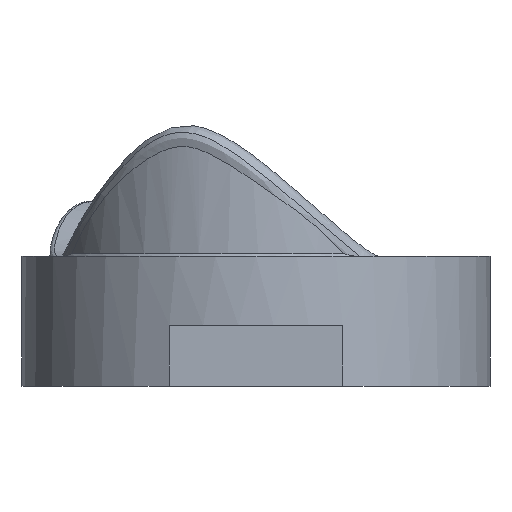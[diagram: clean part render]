
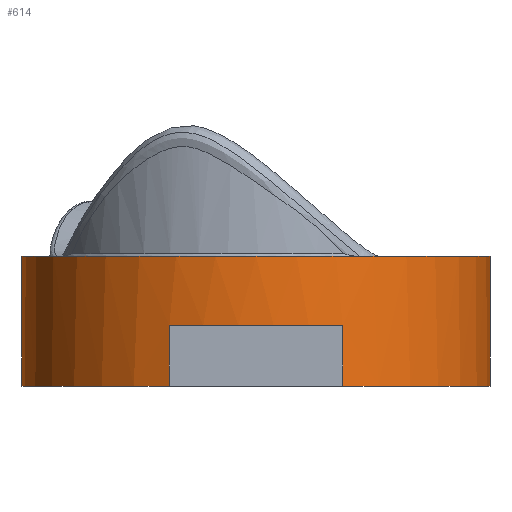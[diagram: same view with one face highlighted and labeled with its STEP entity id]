
A CAD part, front view. The second image highlights one B-rep face of the part: STEP entity #614.
In plain terms, the highlighted cylindrical face has radius 13.5 mm (diameter 27 mm), a partial arc.
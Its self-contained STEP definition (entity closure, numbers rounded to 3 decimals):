
#44 = VECTOR ( 'NONE', #1074, 1000. ) ;
#52 = ORIENTED_EDGE ( 'NONE', *, *, #2118, .T. ) ;
#61 = LINE ( 'NONE', #3525, #2509 ) ;
#192 = EDGE_CURVE ( 'NONE', #218, #1122, #1615, .T. ) ;
#201 = DIRECTION ( 'NONE',  ( 0., 0., 1. ) ) ;
#218 = VERTEX_POINT ( 'NONE', #307 ) ;
#250 = AXIS2_PLACEMENT_3D ( 'NONE', #3706, #3383, #2181 ) ;
#295 = DIRECTION ( 'NONE',  ( 1., 0., 0. ) ) ;
#307 = CARTESIAN_POINT ( 'NONE',  ( 5., -12.54, -4. ) ) ;
#461 = LINE ( 'NONE', #3862, #44 ) ;
#508 = ORIENTED_EDGE ( 'NONE', *, *, #3480, .T. ) ;
#516 = AXIS2_PLACEMENT_3D ( 'NONE', #3735, #597, #295 ) ;
#569 = DIRECTION ( 'NONE',  ( 0., 0., 1. ) ) ;
#597 = DIRECTION ( 'NONE',  ( 0., 0., 1. ) ) ;
#603 = CARTESIAN_POINT ( 'NONE',  ( -13.5, 0., -7.5 ) ) ;
#614 = ADVANCED_FACE ( 'NONE', ( #3451 ), #908, .T. ) ;
#638 = CARTESIAN_POINT ( 'NONE',  ( 13.5, 0., 0. ) ) ;
#662 = EDGE_CURVE ( 'NONE', #2635, #874, #461, .T. ) ;
#716 = DIRECTION ( 'NONE',  ( 0., 0., -1. ) ) ;
#808 = CIRCLE ( 'NONE', #2497, 13.5 ) ;
#874 = VERTEX_POINT ( 'NONE', #638 ) ;
#902 = AXIS2_PLACEMENT_3D ( 'NONE', #3363, #2465, #3424 ) ;
#908 = CYLINDRICAL_SURFACE ( 'NONE', #516, 13.5 ) ;
#1074 = DIRECTION ( 'NONE',  ( 0., 0., 1. ) ) ;
#1122 = VERTEX_POINT ( 'NONE', #2680 ) ;
#1228 = VERTEX_POINT ( 'NONE', #2388 ) ;
#1252 = EDGE_CURVE ( 'NONE', #2255, #874, #3050, .T. ) ;
#1343 = CIRCLE ( 'NONE', #1662, 13.5 ) ;
#1615 = CIRCLE ( 'NONE', #250, 13.5 ) ;
#1662 = AXIS2_PLACEMENT_3D ( 'NONE', #2999, #201, #2689 ) ;
#1698 = VERTEX_POINT ( 'NONE', #4001 ) ;
#1775 = CARTESIAN_POINT ( 'NONE',  ( 5., -12.54, -7.5 ) ) ;
#1854 = ORIENTED_EDGE ( 'NONE', *, *, #662, .T. ) ;
#1883 = VERTEX_POINT ( 'NONE', #1775 ) ;
#1993 = CARTESIAN_POINT ( 'NONE',  ( 13.5, 0., -7.5 ) ) ;
#2118 = EDGE_CURVE ( 'NONE', #1883, #2635, #808, .T. ) ;
#2119 = CARTESIAN_POINT ( 'NONE',  ( 5., -12.54, -7.5 ) ) ;
#2154 = LINE ( 'NONE', #603, #3713 ) ;
#2175 = DIRECTION ( 'NONE',  ( 0., 0., 1. ) ) ;
#2179 = ORIENTED_EDGE ( 'NONE', *, *, #3863, .F. ) ;
#2181 = DIRECTION ( 'NONE',  ( 1., 0., 0. ) ) ;
#2255 = VERTEX_POINT ( 'NONE', #2908 ) ;
#2388 = CARTESIAN_POINT ( 'NONE',  ( -13.5, 0., -7.5 ) ) ;
#2465 = DIRECTION ( 'NONE',  ( 0., 0., 1. ) ) ;
#2488 = EDGE_CURVE ( 'NONE', #1883, #218, #3994, .T. ) ;
#2497 = AXIS2_PLACEMENT_3D ( 'NONE', #3714, #2499, #3734 ) ;
#2499 = DIRECTION ( 'NONE',  ( 0., 0., 1. ) ) ;
#2509 = VECTOR ( 'NONE', #716, 1000. ) ;
#2630 = ORIENTED_EDGE ( 'NONE', *, *, #3206, .F. ) ;
#2635 = VERTEX_POINT ( 'NONE', #1993 ) ;
#2680 = CARTESIAN_POINT ( 'NONE',  ( -5., -12.54, -4. ) ) ;
#2689 = DIRECTION ( 'NONE',  ( 1., 0., 0. ) ) ;
#2908 = CARTESIAN_POINT ( 'NONE',  ( -13.5, 0., 0. ) ) ;
#2999 = CARTESIAN_POINT ( 'NONE',  ( 0., 0., -7.5 ) ) ;
#3050 = CIRCLE ( 'NONE', #902, 13.5 ) ;
#3206 = EDGE_CURVE ( 'NONE', #1122, #1698, #61, .T. ) ;
#3280 = EDGE_LOOP ( 'NONE', ( #2179, #508, #2630, #3722, #3600, #52, #1854, #4012 ) ) ;
#3363 = CARTESIAN_POINT ( 'NONE',  ( 0., 0., 0. ) ) ;
#3383 = DIRECTION ( 'NONE',  ( 0., 0., -1. ) ) ;
#3424 = DIRECTION ( 'NONE',  ( 1., 0., 0. ) ) ;
#3451 = FACE_OUTER_BOUND ( 'NONE', #3280, .T. ) ;
#3464 = VECTOR ( 'NONE', #569, 1000. ) ;
#3480 = EDGE_CURVE ( 'NONE', #1228, #1698, #1343, .T. ) ;
#3525 = CARTESIAN_POINT ( 'NONE',  ( -5., -12.54, -7.5 ) ) ;
#3600 = ORIENTED_EDGE ( 'NONE', *, *, #2488, .F. ) ;
#3706 = CARTESIAN_POINT ( 'NONE',  ( 0., 0., -4. ) ) ;
#3713 = VECTOR ( 'NONE', #2175, 1000. ) ;
#3714 = CARTESIAN_POINT ( 'NONE',  ( 0., 0., -7.5 ) ) ;
#3722 = ORIENTED_EDGE ( 'NONE', *, *, #192, .F. ) ;
#3734 = DIRECTION ( 'NONE',  ( 1., 0., 0. ) ) ;
#3735 = CARTESIAN_POINT ( 'NONE',  ( 0., 0., -7.5 ) ) ;
#3862 = CARTESIAN_POINT ( 'NONE',  ( 13.5, 0., -7.5 ) ) ;
#3863 = EDGE_CURVE ( 'NONE', #1228, #2255, #2154, .T. ) ;
#3994 = LINE ( 'NONE', #2119, #3464 ) ;
#4001 = CARTESIAN_POINT ( 'NONE',  ( -5., -12.54, -7.5 ) ) ;
#4012 = ORIENTED_EDGE ( 'NONE', *, *, #1252, .F. ) ;
